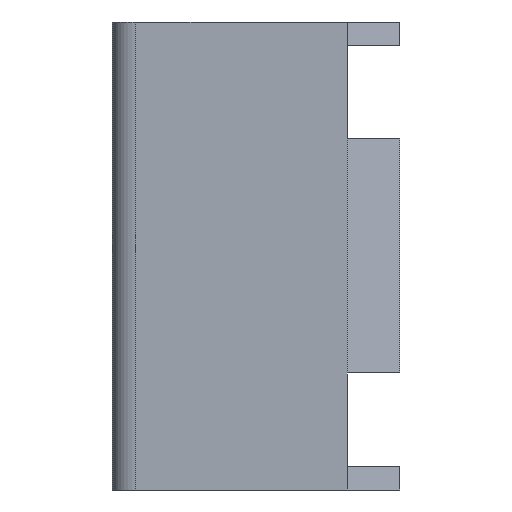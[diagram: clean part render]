
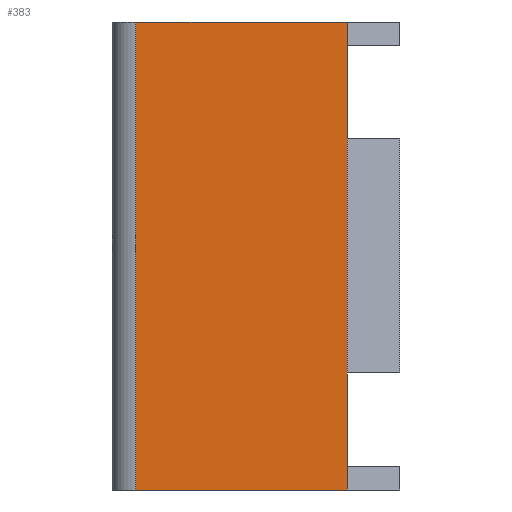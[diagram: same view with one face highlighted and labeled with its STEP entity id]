
A CAD part, front view. The second image highlights one B-rep face of the part: STEP entity #383.
In plain terms, the highlighted planar face has unit normal (0, -1, 0).
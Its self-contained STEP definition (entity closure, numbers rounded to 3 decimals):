
#36=PLANE('',#422);
#56=FACE_OUTER_BOUND('',#77,.T.);
#77=EDGE_LOOP('',(#341,#342,#343,#344,#345,#346,#347,#348));
#81=LINE('',#540,#128);
#87=LINE('',#554,#134);
#96=LINE('',#572,#143);
#98=LINE('',#578,#145);
#114=LINE('',#609,#161);
#116=LINE('',#612,#163);
#117=LINE('',#615,#164);
#126=LINE('',#632,#173);
#128=VECTOR('',#438,10.);
#134=VECTOR('',#448,10.);
#143=VECTOR('',#465,10.);
#145=VECTOR('',#471,10.);
#161=VECTOR('',#497,10.);
#163=VECTOR('',#501,10.);
#164=VECTOR('',#504,10.);
#173=VECTOR('',#521,10.);
#178=VERTEX_POINT('',#533);
#181=VERTEX_POINT('',#538);
#187=VERTEX_POINT('',#552);
#189=VERTEX_POINT('',#560);
#193=VERTEX_POINT('',#576);
#194=VERTEX_POINT('',#577);
#204=VERTEX_POINT('',#607);
#205=VERTEX_POINT('',#614);
#213=EDGE_CURVE('',#181,#178,#81,.T.);
#220=EDGE_CURVE('',#187,#181,#87,.T.);
#229=EDGE_CURVE('',#187,#189,#96,.T.);
#231=EDGE_CURVE('',#193,#194,#98,.T.);
#247=EDGE_CURVE('',#194,#204,#114,.T.);
#249=EDGE_CURVE('',#189,#193,#116,.T.);
#250=EDGE_CURVE('',#204,#205,#117,.T.);
#259=EDGE_CURVE('',#178,#205,#126,.T.);
#341=ORIENTED_EDGE('',*,*,#213,.F.);
#342=ORIENTED_EDGE('',*,*,#220,.F.);
#343=ORIENTED_EDGE('',*,*,#229,.T.);
#344=ORIENTED_EDGE('',*,*,#249,.T.);
#345=ORIENTED_EDGE('',*,*,#231,.T.);
#346=ORIENTED_EDGE('',*,*,#247,.T.);
#347=ORIENTED_EDGE('',*,*,#250,.T.);
#348=ORIENTED_EDGE('',*,*,#259,.F.);
#383=ADVANCED_FACE('',(#56),#36,.T.);
#422=AXIS2_PLACEMENT_3D('',#631,#519,#520);
#438=DIRECTION('',(0.,0.,1.));
#448=DIRECTION('',(-1.,0.,0.));
#465=DIRECTION('',(0.,0.,1.));
#471=DIRECTION('',(0.,0.,1.));
#497=DIRECTION('',(0.,0.,1.));
#501=DIRECTION('',(0.,0.,1.));
#504=DIRECTION('',(0.,0.,1.));
#519=DIRECTION('center_axis',(0.,-1.,0.));
#520=DIRECTION('ref_axis',(1.,0.,0.));
#521=DIRECTION('',(1.,0.,0.));
#533=CARTESIAN_POINT('',(1.96,0.,20.));
#538=CARTESIAN_POINT('',(1.96,0.,0.));
#540=CARTESIAN_POINT('',(1.96,0.,0.));
#552=CARTESIAN_POINT('',(11.,0.,0.));
#554=CARTESIAN_POINT('',(11.,0.,0.));
#560=CARTESIAN_POINT('',(11.,0.,1.));
#572=CARTESIAN_POINT('',(11.,0.,0.));
#576=CARTESIAN_POINT('',(11.,0.,5.));
#577=CARTESIAN_POINT('',(11.,0.,15.));
#578=CARTESIAN_POINT('',(11.,0.,0.));
#607=CARTESIAN_POINT('',(11.,0.,19.));
#609=CARTESIAN_POINT('',(11.,0.,0.));
#612=CARTESIAN_POINT('',(11.,0.,0.));
#614=CARTESIAN_POINT('',(11.,0.,20.));
#615=CARTESIAN_POINT('',(11.,0.,0.));
#631=CARTESIAN_POINT('Origin',(0.,0.,0.));
#632=CARTESIAN_POINT('',(11.,0.,20.));
